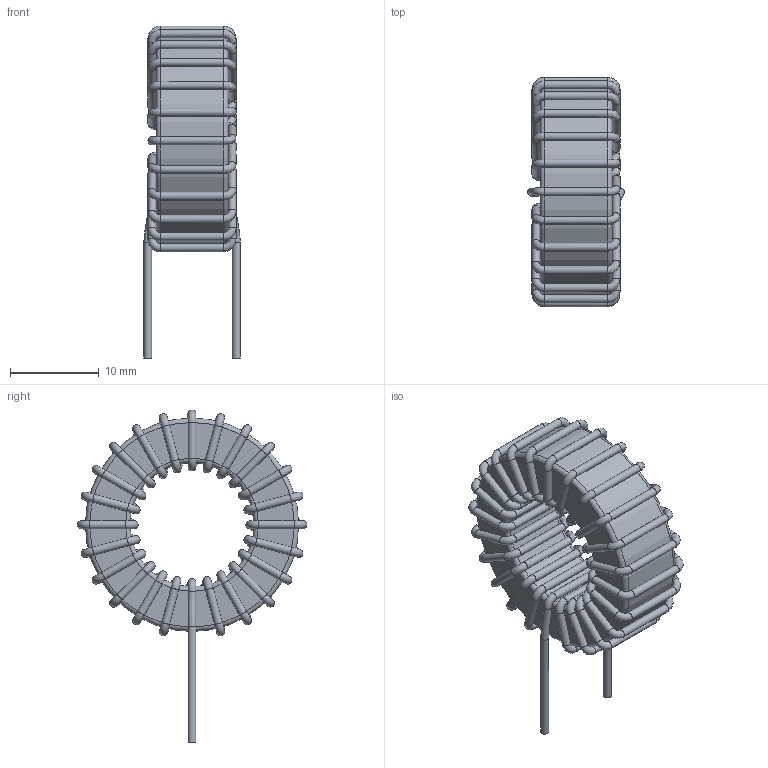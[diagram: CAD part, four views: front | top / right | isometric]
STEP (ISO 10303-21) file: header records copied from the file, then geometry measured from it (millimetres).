
FILE_DESCRIPTION(/* description */ ('Unknown'),/* implementation_level */ '2;1');
FILE_NAME(/* name */ 'L_Wurth_WE-SI_744134',/* time_stamp */ '2022-03-07T13:38:02+08:00',/* author */ ('Unknown'),/* organization */ ('Unknown'),/* preprocessor_version */ 'ST-DEVELOPER v16.7',/* originating_system */ 'Solid Edge',/* authorisation */ 'Unknown');
FILE_SCHEMA (('AUTOMOTIVE_DESIGN {1 0 10303 214 3 1 1}'));
Length unit declared in the file: millimetre
Products named in the file (2): L_Wurth_WE-SI_744134
Assembly tree (1 placements, depth 2):
  L_Wurth_WE-SI_744134
    L_Wurth_WE-SI_744134
Bounding box: 10.9 x 25.92 x 37.49 mm (x, y, z)
Volume: 2890.8 mm3; surface area: 3524.8 mm2
Topology: 2 solids, 2 shells, 201 faces, 405 edges, 208 vertices
Faces by surface type: cylinder 97, torus 51, bspline 49, plane 4
Full cylindrical faces by diameter (mm): 0.9 x95, 14 x1, 24.1 x1
Entity records: 10533 total; most frequent: CARTESIAN_POINT 6099, DIRECTION 520, ORIENTED_EDGE 400, EDGE_LOOP 400, FACE_BOUND 400, AXIS2_PLACEMENT_3D 260, STYLED_ITEM 201, PRESENTATION_STYLE_ASSIGNMENT 201
